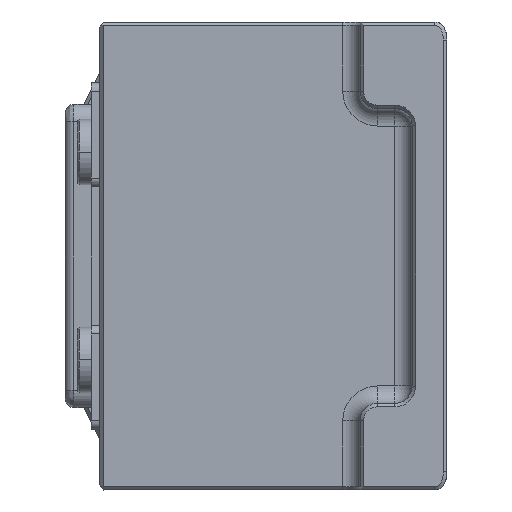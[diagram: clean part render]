
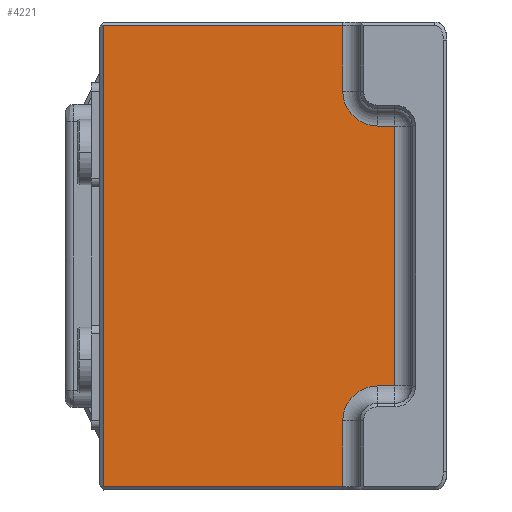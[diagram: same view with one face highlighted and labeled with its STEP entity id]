
A CAD part, left-side view. The second image highlights one B-rep face of the part: STEP entity #4221.
In plain terms, the highlighted planar face has unit normal (-1, 0, 0).
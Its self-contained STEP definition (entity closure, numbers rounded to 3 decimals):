
#421=DIRECTION('',(0.,1.,0.));
#422=VECTOR('',#421,13.815);
#423=CARTESIAN_POINT('',(0.,6.,
-13.3));
#424=LINE('',#423,#422);
#428=DIRECTION('',(0.,0.,1.));
#429=VECTOR('',#428,26.6);
#430=CARTESIAN_POINT('',(0.,19.815,-13.3));
#431=LINE('',#430,#429);
#435=DIRECTION('',(0.,-1.,0.));
#436=VECTOR('',#435,13.815);
#437=CARTESIAN_POINT('',(0.,19.815,13.3));
#438=LINE('',#437,#436);
#442=CARTESIAN_POINT('',(0.,4.,9.5));
#443=DIRECTION('',(-1.,0.,0.));
#444=DIRECTION('',(0.,1.,0.));
#445=AXIS2_PLACEMENT_3D('',#442,#443,#444);
#450=DIRECTION('',(0.,-1.,0.));
#451=VECTOR('',#450,1.);
#452=CARTESIAN_POINT('',(0.,4.,7.5));
#453=LINE('',#452,#451);
#457=DIRECTION('',(0.,0.,-1.));
#458=VECTOR('',#457,15.);
#459=CARTESIAN_POINT('',(0.,3.,
7.5));
#460=LINE('',#459,#458);
#464=CARTESIAN_POINT('',(0.,4.,-9.5));
#465=DIRECTION('',(-1.,0.,0.));
#466=DIRECTION('',(0.,0.,1.));
#467=AXIS2_PLACEMENT_3D('',#464,#465,#466);
#472=DIRECTION('',(0.,0.,1.));
#473=VECTOR('',#472,3.8);
#474=CARTESIAN_POINT('',(0.,6.,
-13.3));
#475=LINE('',#474,#473);
#811=DIRECTION('',(0.,0.,1.));
#812=VECTOR('',#811,3.8);
#813=CARTESIAN_POINT('',(0.,6.,
9.5));
#814=LINE('',#813,#812);
#3250=DIRECTION('',(0.,-1.,0.));
#3251=VECTOR('',#3250,1.);
#3252=CARTESIAN_POINT('',(0.,4.,-7.5));
#3253=LINE('',#3252,#3251);
#3468=CARTESIAN_POINT('',(0.,3.,
7.5));
#3469=VERTEX_POINT('',#3468);
#3470=CARTESIAN_POINT('',(0.,4.,7.5));
#3471=VERTEX_POINT('',#3470);
#3474=CARTESIAN_POINT('',(0.,6.,
-13.3));
#3475=CARTESIAN_POINT('',(0.,6.,
-9.5));
#3476=VERTEX_POINT('',#3474);
#3477=VERTEX_POINT('',#3475);
#3478=CARTESIAN_POINT('',(0.,19.815,-13.3));
#3479=VERTEX_POINT('',#3478);
#3480=CARTESIAN_POINT('',(0.,19.815,13.3));
#3481=VERTEX_POINT('',#3480);
#3482=CARTESIAN_POINT('',(0.,6.,
13.3));
#3483=VERTEX_POINT('',#3482);
#3484=CARTESIAN_POINT('',(0.,6.,
9.5));
#3485=VERTEX_POINT('',#3484);
#3486=CARTESIAN_POINT('',(0.,3.,-7.5));
#3487=VERTEX_POINT('',#3486);
#3488=CARTESIAN_POINT('',(0.,4.,-7.5));
#3489=VERTEX_POINT('',#3488);
#4195=CARTESIAN_POINT('',(0.,0.,-13.5));
#4196=DIRECTION('',(-1.,0.,0.));
#4197=DIRECTION('',(0.,0.,-1.));
#4198=AXIS2_PLACEMENT_3D('',#4195,#4196,#4197);
#4199=PLANE('',#4198);
#4201=ORIENTED_EDGE('',*,*,#4200,.F.);
#4203=ORIENTED_EDGE('',*,*,#4202,.T.);
#4205=ORIENTED_EDGE('',*,*,#4204,.T.);
#4207=ORIENTED_EDGE('',*,*,#4206,.T.);
#4209=ORIENTED_EDGE('',*,*,#4208,.F.);
#4211=ORIENTED_EDGE('',*,*,#4210,.T.);
#4212=ORIENTED_EDGE('',*,*,#4179,.T.);
#4214=ORIENTED_EDGE('',*,*,#4213,.T.);
#4216=ORIENTED_EDGE('',*,*,#4215,.F.);
#4218=ORIENTED_EDGE('',*,*,#4217,.T.);
#4219=EDGE_LOOP('',(#4201,#4203,#4205,#4207,#4209,#4211,#4212,#4214,#4216,
#4218));
#4220=FACE_OUTER_BOUND('',#4219,.F.);
#446=CIRCLE('',#445,2.);
#468=CIRCLE('',#467,2.);
#4179=EDGE_CURVE('',#3471,#3469,#453,.T.);
#4200=EDGE_CURVE('',#3476,#3477,#475,.T.);
#4202=EDGE_CURVE('',#3476,#3479,#424,.T.);
#4204=EDGE_CURVE('',#3479,#3481,#431,.T.);
#4206=EDGE_CURVE('',#3481,#3483,#438,.T.);
#4208=EDGE_CURVE('',#3485,#3483,#814,.T.);
#4210=EDGE_CURVE('',#3485,#3471,#446,.T.);
#4213=EDGE_CURVE('',#3469,#3487,#460,.T.);
#4215=EDGE_CURVE('',#3489,#3487,#3253,.T.);
#4217=EDGE_CURVE('',#3489,#3477,#468,.T.);
#4221=ADVANCED_FACE('',(#4220),#4199,.T.);
